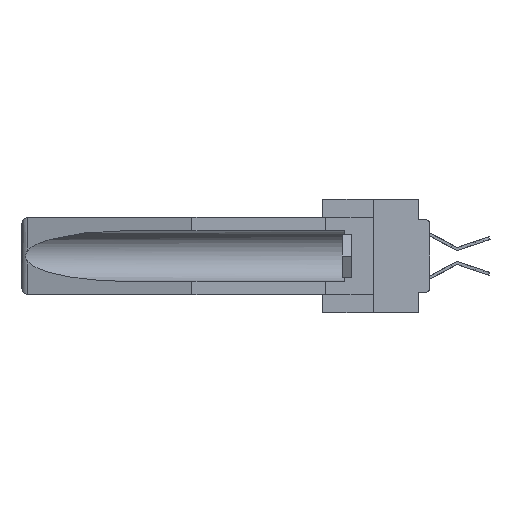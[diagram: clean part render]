
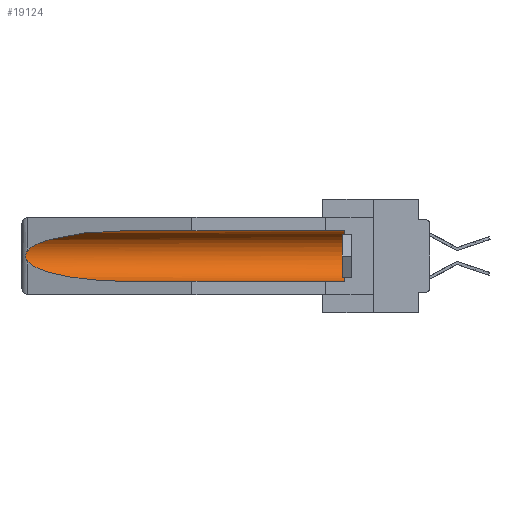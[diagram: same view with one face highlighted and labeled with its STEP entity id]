
A CAD part, left-side view. The second image highlights one B-rep face of the part: STEP entity #19124.
In plain terms, the highlighted cylindrical face has radius 2.857 mm (diameter 5.715 mm), a partial arc.
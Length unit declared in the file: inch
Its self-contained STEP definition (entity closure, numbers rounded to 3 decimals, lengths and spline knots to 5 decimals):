
#730 = LINE ( 'NONE', #34862, #27741 ) ;
#847 = EDGE_CURVE ( 'NONE', #25525, #2240, #730, .T. ) ;
#1177 = CARTESIAN_POINT ( 'NONE',  ( 0.155, 1.07973, -0.284 ) ) ;
#1296 = DIRECTION ( 'NONE',  ( 0., 0., 1. ) ) ;
#1433 = CIRCLE ( 'NONE', #19392, 0.1125 ) ;
#1498 = CARTESIAN_POINT ( 'NONE',  ( 0.26655, 1.53094, -0.18657 ) ) ;
#2141 = VERTEX_POINT ( 'NONE', #27960 ) ;
#2240 = VERTEX_POINT ( 'NONE', #1177 ) ;
#2654 = CARTESIAN_POINT ( 'NONE',  ( 0.26537, 1.52718, -0.19328 ) ) ;
#3656 = CARTESIAN_POINT ( 'NONE',  ( 0.155, 0.126, -0.1715 ) ) ;
#3901 = DIRECTION ( 'NONE',  ( 0., 0., 1. ) ) ;
#4339 = CARTESIAN_POINT ( 'NONE',  ( 0.26597, 1.5296, -0.19026 ) ) ;
#5272 = ORIENTED_EDGE ( 'NONE', *, *, #9533, .T. ) ;
#5772 =( BOUNDED_CURVE ( )  B_SPLINE_CURVE ( 3, ( #2654, #7734, #18494, #32377 ),
 .UNSPECIFIED., .F., .T. ) 
 B_SPLINE_CURVE_WITH_KNOTS ( ( 4, 4 ),
 ( 0.1948, 1.5708 ),
 .UNSPECIFIED. ) 
 CURVE ( )  GEOMETRIC_REPRESENTATION_ITEM ( )  RATIONAL_B_SPLINE_CURVE ( ( 1., 0.848, 0.848, 1. ) ) 
 REPRESENTATION_ITEM ( '' )  );
#6809 = CARTESIAN_POINT ( 'NONE',  ( 0.26597, 1.52961, -0.15275 ) ) ;
#7734 = CARTESIAN_POINT ( 'NONE',  ( 0.25451, 1.48313, -0.24835 ) ) ;
#9533 = EDGE_CURVE ( 'NONE', #29806, #33638, #19828, .T. ) ;
#9960 = CARTESIAN_POINT ( 'NONE',  ( 0.26654, 1.53092, -0.15636 ) ) ;
#10218 = CARTESIAN_POINT ( 'NONE',  ( 0.155, 0.126, -0.284 ) ) ;
#11051 = FACE_OUTER_BOUND ( 'NONE', #24696, .T. ) ;
#11250 = CARTESIAN_POINT ( 'NONE',  ( 0.25451, 1.48313, -0.09465 ) ) ;
#11475 = ORIENTED_EDGE ( 'NONE', *, *, #31903, .T. ) ;
#11566 = CARTESIAN_POINT ( 'NONE',  ( 0.155, -0.30754, -0.1715 ) ) ;
#12204 = CARTESIAN_POINT ( 'NONE',  ( 0.2675, 1.53308, -0.17534 ) ) ;
#14292 = AXIS2_PLACEMENT_3D ( 'NONE', #11566, #30798, #1296 ) ;
#15453 = ORIENTED_EDGE ( 'NONE', *, *, #24482, .T. ) ;
#16518 = DIRECTION ( 'NONE',  ( 0., 1., 0. ) ) ;
#16705 = CARTESIAN_POINT ( 'NONE',  ( 0.21114, 1.30732, -0.059 ) ) ;
#17932 = EDGE_CURVE ( 'NONE', #30050, #2240, #5772, .T. ) ;
#17957 = LINE ( 'NONE', #25134, #23862 ) ;
#18494 = CARTESIAN_POINT ( 'NONE',  ( 0.21114, 1.30732, -0.284 ) ) ;
#19124 = ADVANCED_FACE ( 'NONE', ( #11051 ), #34341, .F. ) ;
#19392 = AXIS2_PLACEMENT_3D ( 'NONE', #3656, #33272, #3901 ) ;
#19828 =( BOUNDED_CURVE ( )  B_SPLINE_CURVE ( 3, ( #27320, #16705, #11250, #30263 ),
 .UNSPECIFIED., .F., .F. ) 
 B_SPLINE_CURVE_WITH_KNOTS ( ( 4, 4 ),
 ( 4.71239, 6.08839 ),
 .UNSPECIFIED. ) 
 CURVE ( )  GEOMETRIC_REPRESENTATION_ITEM ( )  RATIONAL_B_SPLINE_CURVE ( ( 1., 0.848, 0.848, 1. ) ) 
 REPRESENTATION_ITEM ( '' )  );
#20237 = ORIENTED_EDGE ( 'NONE', *, *, #847, .F. ) ;
#20609 = CARTESIAN_POINT ( 'NONE',  ( 0.2673, 1.5327, -0.16383 ) ) ;
#22014 = B_SPLINE_CURVE_WITH_KNOTS ( 'NONE', 3,
 ( #28638, #6809, #9960, #20609, #23446, #12204, #28866, #1498, #4339, #28741 ),
 .UNSPECIFIED., .F., .F.,
 ( 4, 2, 2, 2, 4 ),
 ( 0., 0.00029, 0.00058, 0.00087, 0.00117 ),
 .UNSPECIFIED. ) ;
#23446 = CARTESIAN_POINT ( 'NONE',  ( 0.2675, 1.53308, -0.16763 ) ) ;
#23862 = VECTOR ( 'NONE', #16518, 39.37008 ) ;
#24482 = EDGE_CURVE ( 'NONE', #2141, #29806, #17957, .T. ) ;
#24696 = EDGE_LOOP ( 'NONE', ( #5272, #11475, #25945, #20237, #30829, #15453 ) ) ;
#25134 = CARTESIAN_POINT ( 'NONE',  ( 0.155, -0.30754, -0.059 ) ) ;
#25525 = VERTEX_POINT ( 'NONE', #10218 ) ;
#25747 = CARTESIAN_POINT ( 'NONE',  ( 0.155, 1.07973, -0.059 ) ) ;
#25945 = ORIENTED_EDGE ( 'NONE', *, *, #17932, .T. ) ;
#27320 = CARTESIAN_POINT ( 'NONE',  ( 0.155, 1.07973, -0.059 ) ) ;
#27729 = CARTESIAN_POINT ( 'NONE',  ( 0.26537, 1.52718, -0.14972 ) ) ;
#27741 = VECTOR ( 'NONE', #34981, 39.37008 ) ;
#27960 = CARTESIAN_POINT ( 'NONE',  ( 0.155, 0.126, -0.059 ) ) ;
#28638 = CARTESIAN_POINT ( 'NONE',  ( 0.26537, 1.52718, -0.14972 ) ) ;
#28741 = CARTESIAN_POINT ( 'NONE',  ( 0.26537, 1.52718, -0.19328 ) ) ;
#28866 = CARTESIAN_POINT ( 'NONE',  ( 0.2673, 1.53269, -0.17917 ) ) ;
#29806 = VERTEX_POINT ( 'NONE', #25747 ) ;
#30050 = VERTEX_POINT ( 'NONE', #30315 ) ;
#30257 = EDGE_CURVE ( 'NONE', #25525, #2141, #1433, .T. ) ;
#30263 = CARTESIAN_POINT ( 'NONE',  ( 0.26537, 1.52718, -0.14972 ) ) ;
#30315 = CARTESIAN_POINT ( 'NONE',  ( 0.26537, 1.52718, -0.19328 ) ) ;
#30798 = DIRECTION ( 'NONE',  ( 0., 1., 0. ) ) ;
#30829 = ORIENTED_EDGE ( 'NONE', *, *, #30257, .T. ) ;
#31903 = EDGE_CURVE ( 'NONE', #33638, #30050, #22014, .T. ) ;
#32377 = CARTESIAN_POINT ( 'NONE',  ( 0.155, 1.07973, -0.284 ) ) ;
#33272 = DIRECTION ( 'NONE',  ( 0., -1., 0. ) ) ;
#33638 = VERTEX_POINT ( 'NONE', #27729 ) ;
#34341 = CYLINDRICAL_SURFACE ( 'NONE', #14292, 0.1125 ) ;
#34862 = CARTESIAN_POINT ( 'NONE',  ( 0.155, -0.30754, -0.284 ) ) ;
#34981 = DIRECTION ( 'NONE',  ( 0., 1., 0. ) ) ;
